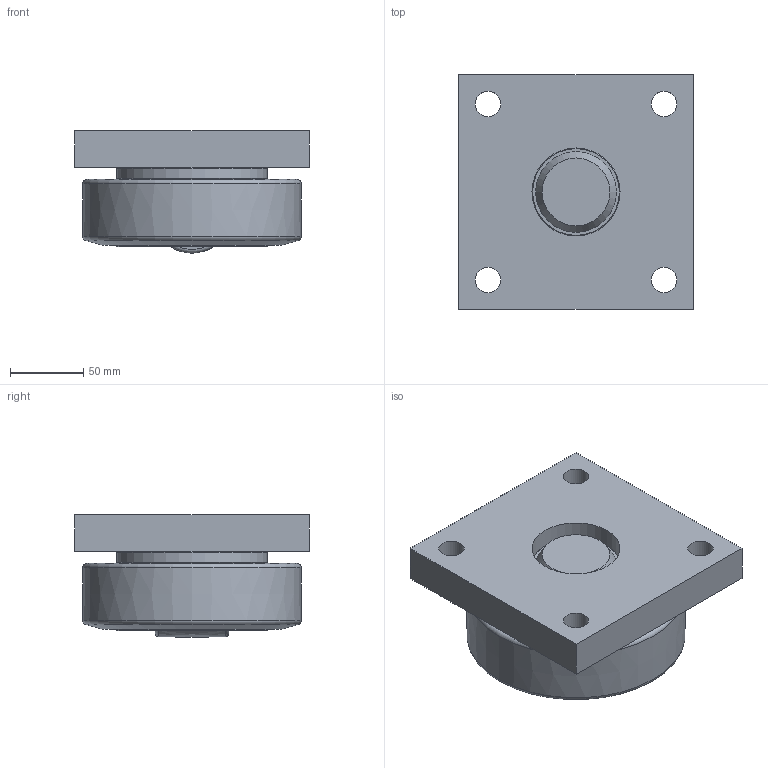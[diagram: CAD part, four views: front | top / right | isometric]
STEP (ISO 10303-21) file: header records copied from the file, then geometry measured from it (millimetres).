
FILE_DESCRIPTION((''),'2;1');
FILE_NAME('TR 150.0200 BQ1000.stp','2013-09-26T14:53:21',('hipp'),(''),'Autodesk Inventor 2013','Autodesk Inventor 2013','');
FILE_SCHEMA(('AUTOMOTIVE_DESIGN { 1 0 10303 214 1 1 1 1 }'));
Length unit declared in the file: millimetre
Products named in the file (1): TR 150.0200 BQ1000_Shrinkwrap_1
Bounding box: 160 x 160 x 83.5 mm (x, y, z)
Volume: 1444843.2 mm3; surface area: 118004.8 mm2
Topology: 1 solids, 1 shells, 38 faces, 85 edges, 56 vertices
Faces by surface type: plane 15, cylinder 10, cone 6, torus 5, bspline 2
Full cylindrical faces by diameter (mm): 3 x1, 17.294 x4, 60 x1, 102.5 x1, 103 x1
Entity records: 1110 total; most frequent: CARTESIAN_POINT 284, DIRECTION 160, ORIENTED_EDGE 122, AXIS2_PLACEMENT_3D 71, EDGE_LOOP 70, EDGE_CURVE 61, VERTEX_POINT 49, FACE_OUTER_BOUND 38
